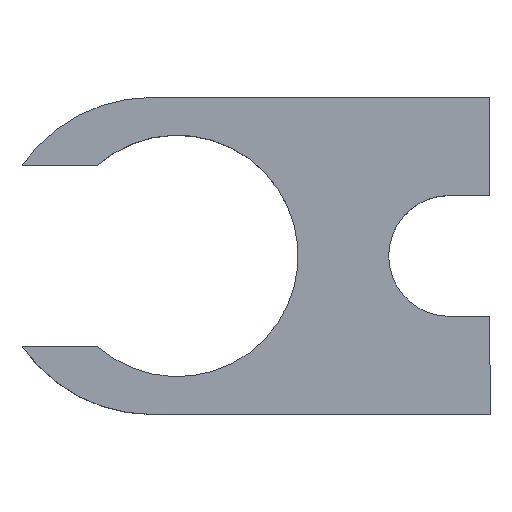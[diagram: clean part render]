
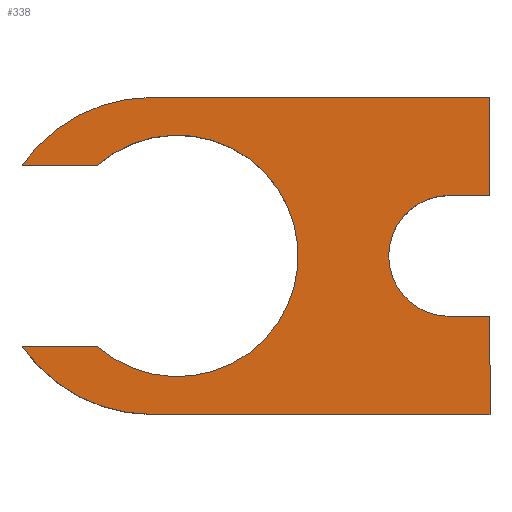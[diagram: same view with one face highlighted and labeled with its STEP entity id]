
A CAD part, top view. The second image highlights one B-rep face of the part: STEP entity #338.
In plain terms, the highlighted planar face has unit normal (0, 0, 1).
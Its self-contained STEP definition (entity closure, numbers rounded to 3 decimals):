
#11 = CARTESIAN_POINT ( 'NONE',  ( -10.292, -6., 4. ) ) ;
#15 = VERTEX_POINT ( 'NONE', #685 ) ;
#23 = VECTOR ( 'NONE', #77, 1000. ) ;
#33 = EDGE_CURVE ( 'NONE', #648, #740, #79, .T. ) ;
#44 = CIRCLE ( 'NONE', #59, 10.5 ) ;
#50 = DIRECTION ( 'NONE',  ( 1., 0., 0. ) ) ;
#59 = AXIS2_PLACEMENT_3D ( 'NONE', #793, #529, #241 ) ;
#71 = EDGE_CURVE ( 'NONE', #465, #539, #341, .T. ) ;
#73 = VECTOR ( 'NONE', #212, 1000. ) ;
#77 = DIRECTION ( 'NONE',  ( -1., 0., 0. ) ) ;
#79 = LINE ( 'NONE', #810, #314 ) ;
#80 = ORIENTED_EDGE ( 'NONE', *, *, #455, .T. ) ;
#82 = VECTOR ( 'NONE', #185, 1000. ) ;
#83 = VERTEX_POINT ( 'NONE', #209 ) ;
#87 = EDGE_CURVE ( 'NONE', #694, #15, #225, .T. ) ;
#95 = AXIS2_PLACEMENT_3D ( 'NONE', #553, #628, #294 ) ;
#109 = ORIENTED_EDGE ( 'NONE', *, *, #323, .T. ) ;
#112 = CARTESIAN_POINT ( 'NONE',  ( 20.708, 4., 4. ) ) ;
#113 = LINE ( 'NONE', #517, #243 ) ;
#125 = EDGE_CURVE ( 'NONE', #15, #277, #718, .T. ) ;
#127 = EDGE_CURVE ( 'NONE', #190, #465, #113, .T. ) ;
#134 = CARTESIAN_POINT ( 'NONE',  ( -5.292, 6., 4. ) ) ;
#138 = CARTESIAN_POINT ( 'NONE',  ( -5.292, -6., 4. ) ) ;
#174 = ORIENTED_EDGE ( 'NONE', *, *, #33, .T. ) ;
#180 = CARTESIAN_POINT ( 'NONE',  ( 20.708, -4., 4. ) ) ;
#183 = CARTESIAN_POINT ( 'NONE',  ( 14., 0., 4. ) ) ;
#185 = DIRECTION ( 'NONE',  ( -1., 0., 0. ) ) ;
#188 = FACE_OUTER_BOUND ( 'NONE', #348, .T. ) ;
#190 = VERTEX_POINT ( 'NONE', #834 ) ;
#193 = VECTOR ( 'NONE', #462, 1000. ) ;
#208 = DIRECTION ( 'NONE',  ( 0., 0., 1. ) ) ;
#209 = CARTESIAN_POINT ( 'NONE',  ( 18., 4., 4. ) ) ;
#211 = VECTOR ( 'NONE', #494, 1000. ) ;
#212 = DIRECTION ( 'NONE',  ( 1., 0., 0. ) ) ;
#219 = DIRECTION ( 'NONE',  ( -1., 0., 0. ) ) ;
#225 = LINE ( 'NONE', #696, #211 ) ;
#234 = CIRCLE ( 'NONE', #299, 10.5 ) ;
#241 = DIRECTION ( 'NONE',  ( -1., 0., 0. ) ) ;
#243 = VECTOR ( 'NONE', #636, 1000. ) ;
#252 = LINE ( 'NONE', #180, #193 ) ;
#257 = LINE ( 'NONE', #112, #398 ) ;
#262 = CARTESIAN_POINT ( 'NONE',  ( 20.708, -4., 4. ) ) ;
#263 = PLANE ( 'NONE',  #275 ) ;
#275 = AXIS2_PLACEMENT_3D ( 'NONE', #537, #850, #782 ) ;
#277 = VERTEX_POINT ( 'NONE', #794 ) ;
#294 = DIRECTION ( 'NONE',  ( 1., 0., 0. ) ) ;
#299 = AXIS2_PLACEMENT_3D ( 'NONE', #333, #208, #684 ) ;
#302 = ORIENTED_EDGE ( 'NONE', *, *, #419, .T. ) ;
#309 = CARTESIAN_POINT ( 'NONE',  ( 20.708, 4., 4. ) ) ;
#314 = VECTOR ( 'NONE', #219, 1000. ) ;
#323 = EDGE_CURVE ( 'NONE', #818, #621, #44, .T. ) ;
#333 = CARTESIAN_POINT ( 'NONE',  ( -1.675, 0., 4. ) ) ;
#338 = ADVANCED_FACE ( 'NONE', ( #188 ), #263, .F. ) ;
#341 = CIRCLE ( 'NONE', #95, 8. ) ;
#348 = EDGE_LOOP ( 'NONE', ( #80, #409, #448, #807, #109, #479, #302, #174, #799, #394, #795, #764, #412 ) ) ;
#363 = EDGE_CURVE ( 'NONE', #83, #694, #257, .T. ) ;
#374 = DIRECTION ( 'NONE',  ( 0., 0., -1. ) ) ;
#394 = ORIENTED_EDGE ( 'NONE', *, *, #701, .T. ) ;
#397 = CARTESIAN_POINT ( 'NONE',  ( -1.675, 10.5, 4. ) ) ;
#398 = VECTOR ( 'NONE', #401, 1000. ) ;
#401 = DIRECTION ( 'NONE',  ( 1., 0., 0. ) ) ;
#409 = ORIENTED_EDGE ( 'NONE', *, *, #127, .T. ) ;
#412 = ORIENTED_EDGE ( 'NONE', *, *, #125, .T. ) ;
#419 = EDGE_CURVE ( 'NONE', #548, #648, #252, .T. ) ;
#421 = CARTESIAN_POINT ( 'NONE',  ( 18., 0., 4. ) ) ;
#435 = CARTESIAN_POINT ( 'NONE',  ( 20.708, -10.5, 4. ) ) ;
#445 = CIRCLE ( 'NONE', #754, 4. ) ;
#448 = ORIENTED_EDGE ( 'NONE', *, *, #71, .T. ) ;
#449 = DIRECTION ( 'NONE',  ( 0., 0., -1. ) ) ;
#455 = EDGE_CURVE ( 'NONE', #277, #190, #234, .T. ) ;
#462 = DIRECTION ( 'NONE',  ( 0., 1., 0. ) ) ;
#465 = VERTEX_POINT ( 'NONE', #134 ) ;
#479 = ORIENTED_EDGE ( 'NONE', *, *, #519, .T. ) ;
#494 = DIRECTION ( 'NONE',  ( 0., 1., 0. ) ) ;
#514 = EDGE_CURVE ( 'NONE', #740, #683, #445, .T. ) ;
#517 = CARTESIAN_POINT ( 'NONE',  ( -5.292, 6., 4. ) ) ;
#519 = EDGE_CURVE ( 'NONE', #621, #548, #616, .T. ) ;
#529 = DIRECTION ( 'NONE',  ( 0., 0., 1. ) ) ;
#537 = CARTESIAN_POINT ( 'NONE',  ( -1.675, 0., 4. ) ) ;
#539 = VERTEX_POINT ( 'NONE', #750 ) ;
#542 = EDGE_CURVE ( 'NONE', #539, #818, #631, .T. ) ;
#548 = VERTEX_POINT ( 'NONE', #435 ) ;
#553 = CARTESIAN_POINT ( 'NONE',  ( 0., 0., 4. ) ) ;
#554 = CARTESIAN_POINT ( 'NONE',  ( 20.708, -10.5, 4. ) ) ;
#616 = LINE ( 'NONE', #554, #73 ) ;
#621 = VERTEX_POINT ( 'NONE', #731 ) ;
#628 = DIRECTION ( 'NONE',  ( 0., 0., -1. ) ) ;
#631 = LINE ( 'NONE', #138, #23 ) ;
#636 = DIRECTION ( 'NONE',  ( 1., 0., 0. ) ) ;
#642 = AXIS2_PLACEMENT_3D ( 'NONE', #655, #449, #50 ) ;
#648 = VERTEX_POINT ( 'NONE', #262 ) ;
#655 = CARTESIAN_POINT ( 'NONE',  ( 18., 0., 4. ) ) ;
#657 = CIRCLE ( 'NONE', #642, 4. ) ;
#683 = VERTEX_POINT ( 'NONE', #183 ) ;
#684 = DIRECTION ( 'NONE',  ( -1., 0., 0. ) ) ;
#685 = CARTESIAN_POINT ( 'NONE',  ( 20.708, 10.5, 4. ) ) ;
#694 = VERTEX_POINT ( 'NONE', #309 ) ;
#696 = CARTESIAN_POINT ( 'NONE',  ( 20.708, 10.5, 4. ) ) ;
#701 = EDGE_CURVE ( 'NONE', #683, #83, #657, .T. ) ;
#718 = LINE ( 'NONE', #397, #82 ) ;
#731 = CARTESIAN_POINT ( 'NONE',  ( -1.675, -10.5, 4. ) ) ;
#740 = VERTEX_POINT ( 'NONE', #802 ) ;
#750 = CARTESIAN_POINT ( 'NONE',  ( -5.292, -6., 4. ) ) ;
#754 = AXIS2_PLACEMENT_3D ( 'NONE', #421, #374, #809 ) ;
#764 = ORIENTED_EDGE ( 'NONE', *, *, #87, .T. ) ;
#782 = DIRECTION ( 'NONE',  ( -1., 0., 0. ) ) ;
#793 = CARTESIAN_POINT ( 'NONE',  ( -1.675, 0., 4. ) ) ;
#794 = CARTESIAN_POINT ( 'NONE',  ( -1.675, 10.5, 4. ) ) ;
#795 = ORIENTED_EDGE ( 'NONE', *, *, #363, .T. ) ;
#799 = ORIENTED_EDGE ( 'NONE', *, *, #514, .T. ) ;
#802 = CARTESIAN_POINT ( 'NONE',  ( 18., -4., 4. ) ) ;
#807 = ORIENTED_EDGE ( 'NONE', *, *, #542, .T. ) ;
#809 = DIRECTION ( 'NONE',  ( 1., 0., 0. ) ) ;
#810 = CARTESIAN_POINT ( 'NONE',  ( 18., -4., 4. ) ) ;
#818 = VERTEX_POINT ( 'NONE', #11 ) ;
#834 = CARTESIAN_POINT ( 'NONE',  ( -10.292, 6., 4. ) ) ;
#850 = DIRECTION ( 'NONE',  ( 0., 0., -1. ) ) ;
